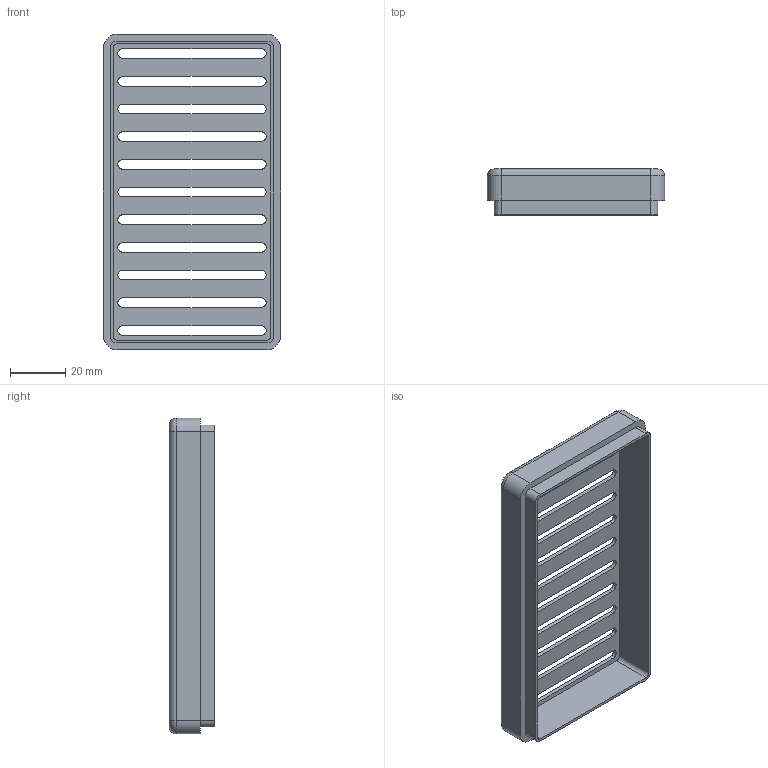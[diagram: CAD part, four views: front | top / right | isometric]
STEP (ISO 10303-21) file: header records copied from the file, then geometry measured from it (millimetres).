
FILE_DESCRIPTION (( 'STEP AP214' ), '1' );
FILE_NAME ('ACDC êîíâåðòåð, êðèøêà.STEP', '2024-07-17T07:05:09', ( '' ), ( '' ), 'SwSTEP 2.0', 'SolidWorks 2021', '' );
FILE_SCHEMA (( 'AUTOMOTIVE_DESIGN' ));
Length unit declared in the file: millimetre
Products named in the file (1): ACDC êîíâåðòåð, êðèøêà
Bounding box: 64 x 16.5 x 114 mm (x, y, z)
Volume: 20609.6 mm3; surface area: 22474.5 mm2
Topology: 1 solids, 1 shells, 80 faces, 220 edges, 144 vertices
Faces by surface type: cylinder 38, plane 38, torus 4
Entity records: 2638 total; most frequent: DIRECTION 462, CARTESIAN_POINT 445, ORIENTED_EDGE 440, EDGE_CURVE 220, AXIS2_PLACEMENT_3D 161, VERTEX_POINT 144, VECTOR 140, LINE 140
